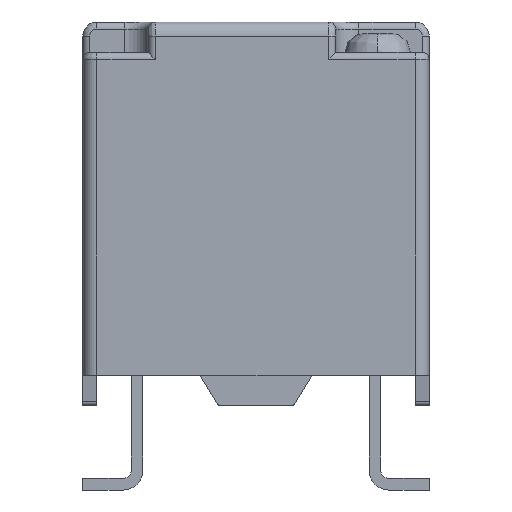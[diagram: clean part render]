
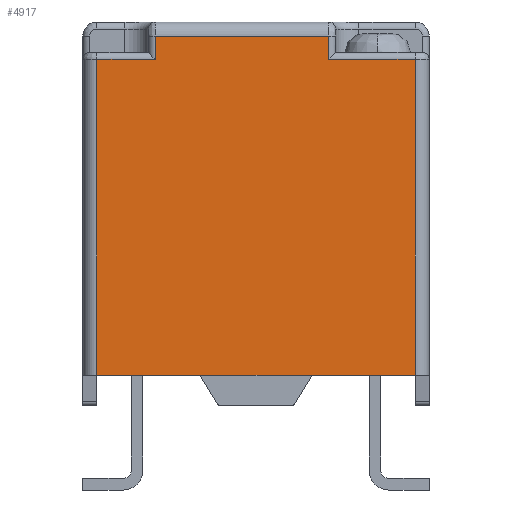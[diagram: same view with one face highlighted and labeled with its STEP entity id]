
A CAD part, left-side view. The second image highlights one B-rep face of the part: STEP entity #4917.
In plain terms, the highlighted planar face has unit normal (-1, 0, 0).
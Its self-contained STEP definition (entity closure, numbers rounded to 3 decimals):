
#4023=CARTESIAN_POINT('',(-7.5,2.15,9.7));
#4024=VERTEX_POINT('',#4023);
#4115=CARTESIAN_POINT('',(-7.5,3.4,9.2));
#4116=VERTEX_POINT('',#4115);
#4149=CARTESIAN_POINT('',(-7.5,2.15,9.2));
#4150=VERTEX_POINT('',#4149);
#4151=CARTESIAN_POINT('',(-7.5,2.15,9.2));
#4152=DIRECTION('',(0.0,0.0,1.0));
#4153=VECTOR('',#4152,0.5);
#4154=LINE('',#4151,#4153);
#4155=EDGE_CURVE('',#4150,#4024,#4154,.T.);
#4188=CARTESIAN_POINT('',(-7.5,3.4,9.2));
#4189=DIRECTION('',(0.0,-1.0,0.0));
#4190=VECTOR('',#4189,1.25);
#4191=LINE('',#4188,#4190);
#4192=EDGE_CURVE('',#4116,#4150,#4191,.T.);
#4262=CARTESIAN_POINT('',(-7.5,3.4,2.45));
#4263=VERTEX_POINT('',#4262);
#4271=CARTESIAN_POINT('',(-7.5,3.4,2.45));
#4272=DIRECTION('',(0.0,0.0,1.0));
#4273=VECTOR('',#4272,6.75);
#4274=LINE('',#4271,#4273);
#4275=EDGE_CURVE('',#4263,#4116,#4274,.T.);
#4433=CARTESIAN_POINT('',(-7.5,-1.55,9.7));
#4434=VERTEX_POINT('',#4433);
#4510=CARTESIAN_POINT('',(-7.5,-1.55,9.2));
#4511=VERTEX_POINT('',#4510);
#4512=CARTESIAN_POINT('',(-7.5,-1.55,9.7));
#4513=DIRECTION('',(0.0,0.0,-1.0));
#4514=VECTOR('',#4513,0.5);
#4515=LINE('',#4512,#4514);
#4516=EDGE_CURVE('',#4434,#4511,#4515,.T.);
#4565=CARTESIAN_POINT('',(-7.5,-3.4,9.2));
#4566=VERTEX_POINT('',#4565);
#4583=CARTESIAN_POINT('',(-7.5,-1.55,9.2));
#4584=DIRECTION('',(0.0,-1.0,0.0));
#4585=VECTOR('',#4584,1.85);
#4586=LINE('',#4583,#4585);
#4587=EDGE_CURVE('',#4511,#4566,#4586,.T.);
#4866=CARTESIAN_POINT('',(-7.5,-3.4,2.45));
#4867=VERTEX_POINT('',#4866);
#4868=CARTESIAN_POINT('',(-7.5,-3.4,9.2));
#4869=DIRECTION('',(0.0,0.0,-1.0));
#4870=VECTOR('',#4869,6.75);
#4871=LINE('',#4868,#4870);
#4872=EDGE_CURVE('',#4566,#4867,#4871,.T.);
#4892=CARTESIAN_POINT('',(-7.5,-3.7,2.45));
#4893=DIRECTION('',(-1.0,0.0,0.0));
#4894=DIRECTION('',(0.0,0.0,1.0));
#4895=AXIS2_PLACEMENT_3D('',#4892,#4893,#4894);
#4896=PLANE('',#4895);
#4897=ORIENTED_EDGE('',*,*,#4192,.F.);
#4898=ORIENTED_EDGE('',*,*,#4275,.F.);
#4899=CARTESIAN_POINT('',(-7.5,-3.4,2.45));
#4900=DIRECTION('',(0.0,1.0,0.0));
#4901=VECTOR('',#4900,6.8);
#4902=LINE('',#4899,#4901);
#4903=EDGE_CURVE('',#4867,#4263,#4902,.T.);
#4904=ORIENTED_EDGE('',*,*,#4903,.F.);
#4905=ORIENTED_EDGE('',*,*,#4872,.F.);
#4906=ORIENTED_EDGE('',*,*,#4587,.F.);
#4907=ORIENTED_EDGE('',*,*,#4516,.F.);
#4908=CARTESIAN_POINT('',(-7.5,2.15,9.7));
#4909=DIRECTION('',(0.0,-1.0,0.0));
#4910=VECTOR('',#4909,3.7);
#4911=LINE('',#4908,#4910);
#4912=EDGE_CURVE('',#4024,#4434,#4911,.T.);
#4913=ORIENTED_EDGE('',*,*,#4912,.F.);
#4914=ORIENTED_EDGE('',*,*,#4155,.F.);
#4915=EDGE_LOOP('',(#4897,#4898,#4904,#4905,#4906,#4907,#4913,#4914));
#4916=FACE_OUTER_BOUND('',#4915,.T.);
#4917=ADVANCED_FACE('',(#4916),#4896,.T.);
